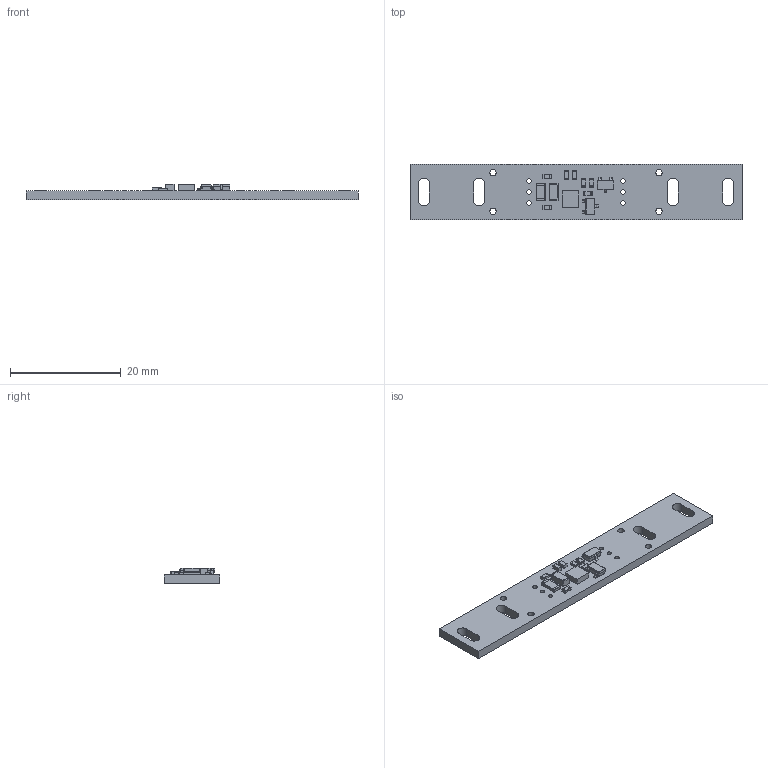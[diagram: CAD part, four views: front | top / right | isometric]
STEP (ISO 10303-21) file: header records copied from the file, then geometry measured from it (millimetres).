
FILE_DESCRIPTION(('Open CASCADE Model'),'2;1');
FILE_NAME('Open CASCADE Shape Model','2021-07-13T15:04:22',('Author'),( 'Open CASCADE'),'Open CASCADE STEP processor 6.8','Open CASCADE 6.8' ,'Unknown');
FILE_SCHEMA(('AUTOMOTIVE_DESIGN { 1 0 10303 214 1 1 1 1 }'));
Length unit declared in the file: millimetre
Products named in the file (26): PCB; Board; Open CASCADE STEP translator 6.8 2.1.1; U1; 6391336208; Extruded; R6; RESC0603_v2; R5; R4; R3; R2; R1; RESC1206_v1; Q2; SOT23-3; Q1; C3; C0603_070; C2; C1; C1206_120
Assembly tree (33 placements, depth 4):
  PCB
    Board
      Open CASCADE STEP translator 6.8 2.1.1
    U1
      6391336208
        Extruded
    R6
      RESC0603_v2
    R5
      RESC0603_v2
    R4
      RESC0603_v2
    R3
      RESC0603_v2
    R2
      RESC0603_v2
    R1
      RESC1206_v1
    Q2
      SOT23-3
    Q1
      SOT23-3
    C3
      C0603_070
      C0603_070
      C0603_070
    C2
      C0603_070
      C0603_070
      C0603_070
    C1
      C1206_120
      C1206_120
      C1206_120
Bounding box: 60 x 10 x 2.81 mm (x, y, z)
Volume: 930 mm3; surface area: 1666.7 mm2
Topology: 43 solids, 43 shells, 686 faces, 1494 edges, 874 vertices
Faces by surface type: plane 298, cylinder 219, sphere 91, bspline 78
Full cylindrical faces by diameter (mm): 0.8 x6, 1.152 x4
Entity records: 10729 total; most frequent: CARTESIAN_POINT 2890, DIRECTION 1385, ORIENTED_EDGE 1370, EDGE_CURVE 685, AXIS2_PLACEMENT_3D 509, VERTEX_POINT 412, LINE 367, VECTOR 367
